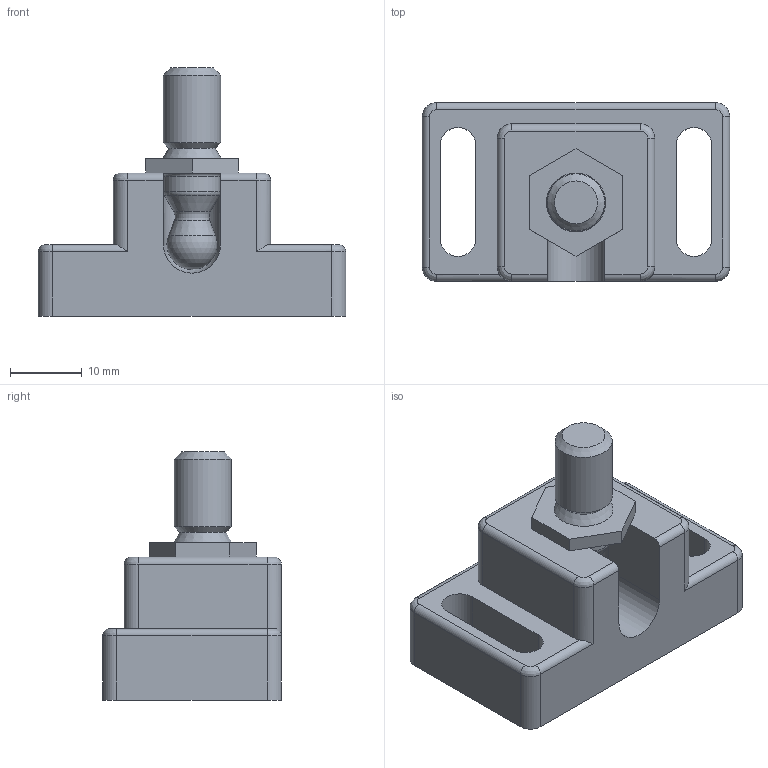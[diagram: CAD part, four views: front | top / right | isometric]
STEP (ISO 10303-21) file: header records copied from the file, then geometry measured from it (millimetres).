
FILE_DESCRIPTION(/* description */ ('ARRESTO CHIVISTELLO A SFERA 8 PA'),/* implementation_level */ '2;1');
FILE_NAME(/* name */ 'CSRSR0000011.stp',/* time_stamp */ '2022-11-24T09:54:07+01:00',/* author */ ('tecnico7'),/* organization */ ('CADClick - KiM GmbH - www.kimweb.de'),/* preprocessor_version */ 'ST-DEVELOPER v18.1',/* originating_system */ 'Autodesk Inventor 2022',/* authorisation */ 'unknown authorization');
FILE_SCHEMA (('AUTOMOTIVE_DESIGN { 1 0 10303 214 3 1 1 }'));
Length unit declared in the file: millimetre
Products named in the file (1): 440000004837
Bounding box: 43 x 25 x 34.7 mm (x, y, z)
Volume: 13729 mm3; surface area: 5636.9 mm2
Topology: 1 solids, 1 shells, 69 faces, 181 edges, 112 vertices
Faces by surface type: cylinder 26, plane 25, bspline 8, cone 5, torus 3, sphere 2
Full cylindrical faces by diameter (mm): 8 x1
Entity records: 2321 total; most frequent: CARTESIAN_POINT 542, DIRECTION 363, ORIENTED_EDGE 360, EDGE_CURVE 180, AXIS2_PLACEMENT_3D 133, VERTEX_POINT 112, LINE 97, VECTOR 97
